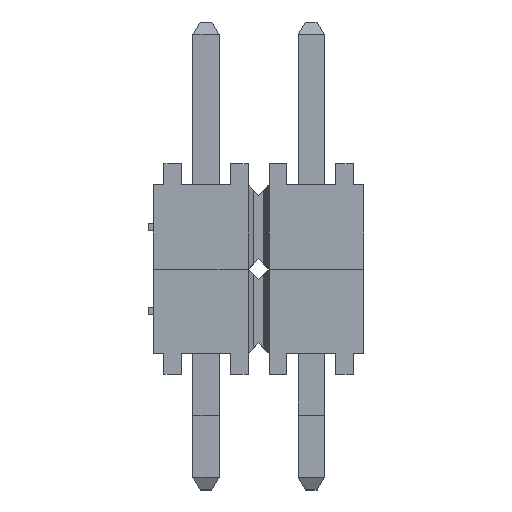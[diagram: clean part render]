
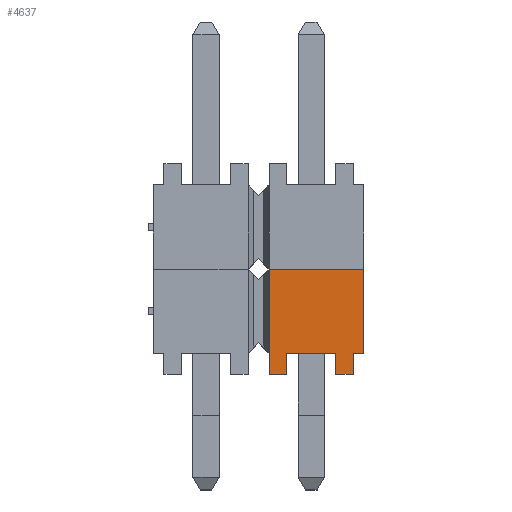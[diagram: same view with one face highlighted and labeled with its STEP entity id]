
A CAD part, top view. The second image highlights one B-rep face of the part: STEP entity #4637.
In plain terms, the highlighted planar face has unit normal (0, 0, 1).
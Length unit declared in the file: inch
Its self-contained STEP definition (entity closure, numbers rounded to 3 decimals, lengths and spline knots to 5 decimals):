
#720 = EDGE_LOOP ( 'NONE', ( #879, #888, #936, #918, #944, #920, #892, #894, #922, #914, #926 ) ) ;
#879 = ORIENTED_EDGE ( 'NONE', *, *, #1920, .T. ) ;
#888 = ORIENTED_EDGE ( 'NONE', *, *, #1919, .T. ) ;
#892 = ORIENTED_EDGE ( 'NONE', *, *, #1868, .F. ) ;
#894 = ORIENTED_EDGE ( 'NONE', *, *, #1873, .F. ) ;
#914 = ORIENTED_EDGE ( 'NONE', *, *, #1907, .F. ) ;
#918 = ORIENTED_EDGE ( 'NONE', *, *, #1865, .T. ) ;
#920 = ORIENTED_EDGE ( 'NONE', *, *, #1911, .F. ) ;
#922 = ORIENTED_EDGE ( 'NONE', *, *, #1876, .T. ) ;
#926 = ORIENTED_EDGE ( 'NONE', *, *, #1899, .F. ) ;
#936 = ORIENTED_EDGE ( 'NONE', *, *, #1916, .F. ) ;
#944 = ORIENTED_EDGE ( 'NONE', *, *, #1863, .T. ) ;
#1863 = EDGE_CURVE ( 'NONE', #4239, #4362, #2719, .T. ) ;
#1865 = EDGE_CURVE ( 'NONE', #4316, #4239, #2735, .T. ) ;
#1868 = EDGE_CURVE ( 'NONE', #4327, #4348, #2744, .T. ) ;
#1873 = EDGE_CURVE ( 'NONE', #4359, #4327, #2762, .T. ) ;
#1876 = EDGE_CURVE ( 'NONE', #4359, #4344, #2771, .T. ) ;
#1899 = EDGE_CURVE ( 'NONE', #4321, #4253, #2834, .T. ) ;
#1907 = EDGE_CURVE ( 'NONE', #4253, #4344, #2857, .T. ) ;
#1911 = EDGE_CURVE ( 'NONE', #4348, #4362, #2933, .T. ) ;
#1916 = EDGE_CURVE ( 'NONE', #4316, #4279, #2942, .T. ) ;
#1919 = EDGE_CURVE ( 'NONE', #4287, #4279, #2862, .T. ) ;
#1920 = EDGE_CURVE ( 'NONE', #4321, #4287, #2940, .T. ) ;
#2112 = FACE_OUTER_BOUND ( 'NONE', #720, .T. ) ;
#2421 = CARTESIAN_POINT ( 'NONE',  ( 0.02688, -0.06, 0.05 ) ) ;
#2464 = DIRECTION ( 'NONE',  ( 0., 1., 0. ) ) ;
#2567 = CARTESIAN_POINT ( 'NONE',  ( 0.07312, -0.06, 0.05 ) ) ;
#2571 = CARTESIAN_POINT ( 'NONE',  ( 0.00988, -0.06, 0.05 ) ) ;
#2592 = DIRECTION ( 'NONE',  ( 1., 0., 0. ) ) ;
#2719 = LINE ( 'NONE', #2421, #2731 ) ;
#2731 = VECTOR ( 'NONE', #2464, 39.37008 ) ;
#2735 = LINE ( 'NONE', #2571, #2739 ) ;
#2739 = VECTOR ( 'NONE', #2592, 39.37008 ) ;
#2744 = LINE ( 'NONE', #2567, #2748 ) ;
#2748 = VECTOR ( 'NONE', #3559, 39.37008 ) ;
#2762 = LINE ( 'NONE', #3550, #2763 ) ;
#2763 = VECTOR ( 'NONE', #3548, 39.37008 ) ;
#2771 = LINE ( 'NONE', #3544, #2772 ) ;
#2772 = VECTOR ( 'NONE', #3542, 39.37008 ) ;
#2834 = LINE ( 'NONE', #3725, #2838 ) ;
#2838 = VECTOR ( 'NONE', #3714, 39.37008 ) ;
#2857 = LINE ( 'NONE', #3562, #2887 ) ;
#2862 = LINE ( 'NONE', #3604, #2935 ) ;
#2887 = VECTOR ( 'NONE', #3698, 39.37008 ) ;
#2905 = VECTOR ( 'NONE', #3667, 39.37008 ) ;
#2920 = VECTOR ( 'NONE', #3590, 39.37008 ) ;
#2933 = LINE ( 'NONE', #3597, #2920 ) ;
#2935 = VECTOR ( 'NONE', #3763, 39.37008 ) ;
#2940 = LINE ( 'NONE', #3761, #2941 ) ;
#2941 = VECTOR ( 'NONE', #3760, 39.37008 ) ;
#2942 = LINE ( 'NONE', #3623, #2905 ) ;
#3542 = DIRECTION ( 'NONE',  ( 0., 1., 0. ) ) ;
#3544 = CARTESIAN_POINT ( 'NONE',  ( 0.09012, -0.06, 0.05 ) ) ;
#3548 = DIRECTION ( 'NONE',  ( -1., 0., 0. ) ) ;
#3550 = CARTESIAN_POINT ( 'NONE',  ( 0.09012, -0.06, 0.05 ) ) ;
#3559 = DIRECTION ( 'NONE',  ( 0., 1., 0. ) ) ;
#3562 = CARTESIAN_POINT ( 'NONE',  ( 0.1, -0.04, 0.05 ) ) ;
#3587 = CARTESIAN_POINT ( 'NONE',  ( 0.1, -0.04, 0.05 ) ) ;
#3590 = DIRECTION ( 'NONE',  ( -1., 0., 0. ) ) ;
#3597 = CARTESIAN_POINT ( 'NONE',  ( 0.1, -0.04, 0.05 ) ) ;
#3604 = CARTESIAN_POINT ( 'NONE',  ( 0.00988, 0.04, 0.05 ) ) ;
#3623 = CARTESIAN_POINT ( 'NONE',  ( 0.00988, -0.06, 0.05 ) ) ;
#3645 = CARTESIAN_POINT ( 'NONE',  ( 0.02688, -0.06, 0.05 ) ) ;
#3662 = CARTESIAN_POINT ( 'NONE',  ( 0.00988, -0.04, 0.05 ) ) ;
#3667 = DIRECTION ( 'NONE',  ( 0., 1., 0. ) ) ;
#3684 = CARTESIAN_POINT ( 'NONE',  ( 0.00988, 0.04, 0.05 ) ) ;
#3698 = DIRECTION ( 'NONE',  ( -1., 0., 0. ) ) ;
#3714 = DIRECTION ( 'NONE',  ( 0., -1., 0. ) ) ;
#3725 = CARTESIAN_POINT ( 'NONE',  ( 0.1, 0.04, 0.05 ) ) ;
#3760 = DIRECTION ( 'NONE',  ( -1., 0., 0. ) ) ;
#3761 = CARTESIAN_POINT ( 'NONE',  ( 0.1, 0.04, 0.05 ) ) ;
#3763 = DIRECTION ( 'NONE',  ( 0., -1., 0. ) ) ;
#3864 = DIRECTION ( 'NONE',  ( 0., 0., 1. ) ) ;
#3873 = CARTESIAN_POINT ( 'NONE',  ( 0.1, 0.04, 0.05 ) ) ;
#3928 = DIRECTION ( 'NONE',  ( 1., 0., 0. ) ) ;
#3942 = PLANE ( 'NONE',  #4256 ) ;
#4239 = VERTEX_POINT ( 'NONE', #3645 ) ;
#4253 = VERTEX_POINT ( 'NONE', #3587 ) ;
#4256 = AXIS2_PLACEMENT_3D ( 'NONE', #3873, #3864, #3928 ) ;
#4279 = VERTEX_POINT ( 'NONE', #3662 ) ;
#4287 = VERTEX_POINT ( 'NONE', #3684 ) ;
#4316 = VERTEX_POINT ( 'NONE', #4951 ) ;
#4321 = VERTEX_POINT ( 'NONE', #5118 ) ;
#4327 = VERTEX_POINT ( 'NONE', #5082 ) ;
#4344 = VERTEX_POINT ( 'NONE', #5091 ) ;
#4348 = VERTEX_POINT ( 'NONE', #5025 ) ;
#4359 = VERTEX_POINT ( 'NONE', #4945 ) ;
#4362 = VERTEX_POINT ( 'NONE', #4941 ) ;
#4637 = ADVANCED_FACE ( 'NONE', ( #2112 ), #3942, .T. ) ;
#4941 = CARTESIAN_POINT ( 'NONE',  ( 0.02688, -0.04, 0.05 ) ) ;
#4945 = CARTESIAN_POINT ( 'NONE',  ( 0.09012, -0.06, 0.05 ) ) ;
#4951 = CARTESIAN_POINT ( 'NONE',  ( 0.00988, -0.06, 0.05 ) ) ;
#5025 = CARTESIAN_POINT ( 'NONE',  ( 0.07312, -0.04, 0.05 ) ) ;
#5082 = CARTESIAN_POINT ( 'NONE',  ( 0.07312, -0.06, 0.05 ) ) ;
#5091 = CARTESIAN_POINT ( 'NONE',  ( 0.09012, -0.04, 0.05 ) ) ;
#5118 = CARTESIAN_POINT ( 'NONE',  ( 0.1, 0.04, 0.05 ) ) ;
